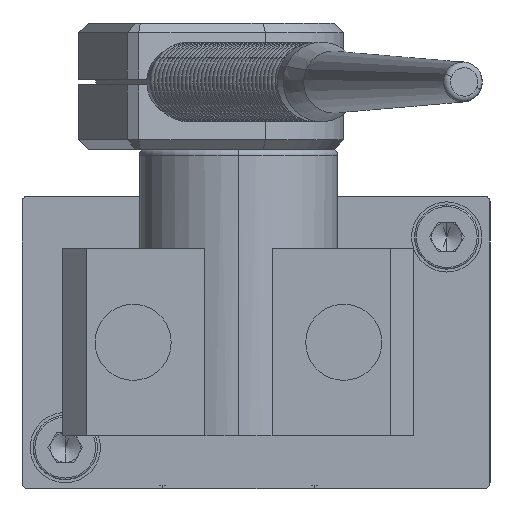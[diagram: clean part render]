
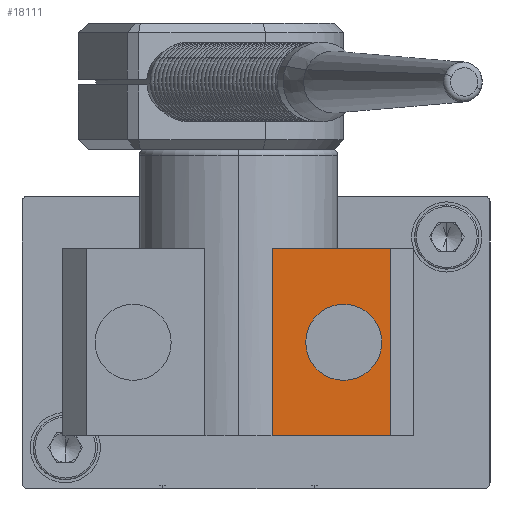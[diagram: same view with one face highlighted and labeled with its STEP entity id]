
A CAD part, left-side view. The second image highlights one B-rep face of the part: STEP entity #18111.
In plain terms, the highlighted planar face has unit normal (-1, 0, 0).
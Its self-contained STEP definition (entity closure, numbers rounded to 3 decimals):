
#163 = VERTEX_POINT ( 'NONE', #4864 ) ;
#423 = EDGE_CURVE ( 'NONE', #15719, #14890, #5413, .T. ) ;
#500 = CIRCLE ( 'NONE', #18858, 3.25 ) ;
#893 = VECTOR ( 'NONE', #9107, 1000. ) ;
#1445 = DIRECTION ( 'NONE',  ( -1., 0., 0. ) ) ;
#2221 = CARTESIAN_POINT ( 'NONE',  ( -60.9, 18.628, 4.5 ) ) ;
#3050 = CARTESIAN_POINT ( 'NONE',  ( -60.9, 8.5, 20.5 ) ) ;
#3564 = CARTESIAN_POINT ( 'NONE',  ( -60.9, 12.5, 12.5 ) ) ;
#4378 = DIRECTION ( 'NONE',  ( 0., 0., 1. ) ) ;
#4864 = CARTESIAN_POINT ( 'NONE',  ( -60.9, 9.25, 12.5 ) ) ;
#4869 = CARTESIAN_POINT ( 'NONE',  ( -60.9, 8.5, 12.5 ) ) ;
#4962 = ORIENTED_EDGE ( 'NONE', *, *, #17441, .T. ) ;
#5030 = DIRECTION ( 'NONE',  ( 0., -1., 0. ) ) ;
#5170 = EDGE_CURVE ( 'NONE', #14890, #19464, #6912, .T. ) ;
#5330 = EDGE_LOOP ( 'NONE', ( #17119, #16579, #14836, #5627 ) ) ;
#5413 = LINE ( 'NONE', #12224, #15536 ) ;
#5627 = ORIENTED_EDGE ( 'NONE', *, *, #13208, .T. ) ;
#5636 = AXIS2_PLACEMENT_3D ( 'NONE', #3564, #14298, #14725 ) ;
#6284 = VECTOR ( 'NONE', #5030, 1000. ) ;
#6352 = EDGE_CURVE ( 'NONE', #6685, #19464, #14558, .T. ) ;
#6685 = VERTEX_POINT ( 'NONE', #10970 ) ;
#6912 = LINE ( 'NONE', #8911, #893 ) ;
#7271 = CARTESIAN_POINT ( 'NONE',  ( -60.9, 18.628, 20.5 ) ) ;
#8175 = DIRECTION ( 'NONE',  ( 0., -1., 0. ) ) ;
#8727 = AXIS2_PLACEMENT_3D ( 'NONE', #3050, #1445, #13863 ) ;
#8823 = VECTOR ( 'NONE', #12842, 1000. ) ;
#8911 = CARTESIAN_POINT ( 'NONE',  ( -60.9, 21.5, 20.5 ) ) ;
#9107 = DIRECTION ( 'NONE',  ( 0., -1., 0. ) ) ;
#10498 = CARTESIAN_POINT ( 'NONE',  ( -60.9, 8.5, 20.5 ) ) ;
#10715 = FACE_OUTER_BOUND ( 'NONE', #5330, .T. ) ;
#10970 = CARTESIAN_POINT ( 'NONE',  ( -60.9, 8.5, 4.5 ) ) ;
#11090 = LINE ( 'NONE', #17547, #6284 ) ;
#12224 = CARTESIAN_POINT ( 'NONE',  ( -60.9, 18.628, 16.5 ) ) ;
#12234 = PLANE ( 'NONE',  #8727 ) ;
#12459 = EDGE_LOOP ( 'NONE', ( #4962, #18809 ) ) ;
#12842 = DIRECTION ( 'NONE',  ( 0., 0., 1. ) ) ;
#13088 = CARTESIAN_POINT ( 'NONE',  ( -60.9, 15.75, 12.5 ) ) ;
#13146 = EDGE_CURVE ( 'NONE', #17173, #163, #500, .T. ) ;
#13208 = EDGE_CURVE ( 'NONE', #15719, #6685, #11090, .T. ) ;
#13863 = DIRECTION ( 'NONE',  ( 0., 1., 0. ) ) ;
#14298 = DIRECTION ( 'NONE',  ( 1., 0., 0. ) ) ;
#14558 = LINE ( 'NONE', #4869, #8823 ) ;
#14725 = DIRECTION ( 'NONE',  ( 0., -1., 0. ) ) ;
#14836 = ORIENTED_EDGE ( 'NONE', *, *, #423, .F. ) ;
#14890 = VERTEX_POINT ( 'NONE', #7271 ) ;
#15536 = VECTOR ( 'NONE', #4378, 1000. ) ;
#15719 = VERTEX_POINT ( 'NONE', #2221 ) ;
#16579 = ORIENTED_EDGE ( 'NONE', *, *, #5170, .F. ) ;
#17119 = ORIENTED_EDGE ( 'NONE', *, *, #6352, .T. ) ;
#17173 = VERTEX_POINT ( 'NONE', #13088 ) ;
#17441 = EDGE_CURVE ( 'NONE', #163, #17173, #17976, .T. ) ;
#17484 = CARTESIAN_POINT ( 'NONE',  ( -60.9, 12.5, 12.5 ) ) ;
#17547 = CARTESIAN_POINT ( 'NONE',  ( -60.9, 13.564, 4.5 ) ) ;
#17976 = CIRCLE ( 'NONE', #5636, 3.25 ) ;
#18111 = ADVANCED_FACE ( 'NONE', ( #18900, #10715 ), #12234, .T. ) ;
#18809 = ORIENTED_EDGE ( 'NONE', *, *, #13146, .T. ) ;
#18858 = AXIS2_PLACEMENT_3D ( 'NONE', #17484, #19096, #8175 ) ;
#18900 = FACE_BOUND ( 'NONE', #12459, .T. ) ;
#19096 = DIRECTION ( 'NONE',  ( 1., 0., 0. ) ) ;
#19464 = VERTEX_POINT ( 'NONE', #10498 ) ;
